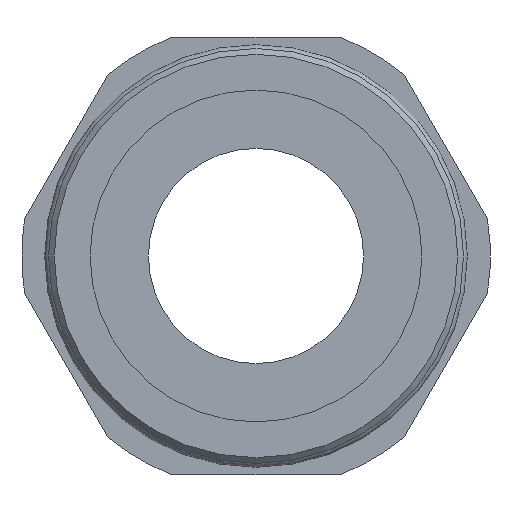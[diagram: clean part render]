
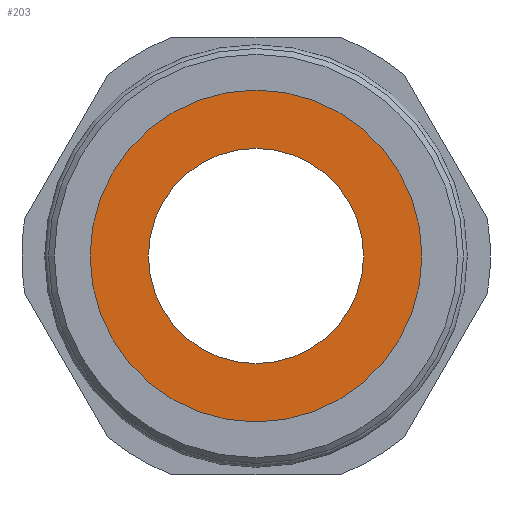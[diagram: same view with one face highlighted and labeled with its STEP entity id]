
A CAD part, left-side view. The second image highlights one B-rep face of the part: STEP entity #203.
In plain terms, the highlighted planar face has unit normal (-1, 0, 0).
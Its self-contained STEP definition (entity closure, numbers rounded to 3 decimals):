
#203 = ADVANCED_FACE( '', ( #451, #452 ), #453, .T. );
#451 = FACE_BOUND( '', #740, .T. );
#452 = FACE_OUTER_BOUND( '', #741, .T. );
#453 = PLANE( '', #742 );
#740 = EDGE_LOOP( '', ( #1263 ) );
#741 = EDGE_LOOP( '', ( #1264 ) );
#742 = AXIS2_PLACEMENT_3D( '', #1265, #1266, #1267 );
#1263 = ORIENTED_EDGE( '', *, *, #1789, .T. );
#1264 = ORIENTED_EDGE( '', *, *, #1813, .F. );
#1265 = CARTESIAN_POINT( '', ( 22.7, 21.6, 0. ) );
#1266 = DIRECTION( '', ( -1., 0., 0. ) );
#1267 = DIRECTION( '', ( 0., 0., 1. ) );
#1789 = EDGE_CURVE( '', #2181, #2181, #2182, .T. );
#1813 = EDGE_CURVE( '', #2213, #2213, #2214, .T. );
#2181 = VERTEX_POINT( '', #2716 );
#2182 = CIRCLE( '', #2717, 14. );
#2213 = VERTEX_POINT( '', #2764 );
#2214 = CIRCLE( '', #2765, 21.6 );
#2716 = CARTESIAN_POINT( '', ( 22.7, 0., -14. ) );
#2717 = AXIS2_PLACEMENT_3D( '', #3147, #3148, #3149 );
#2764 = CARTESIAN_POINT( '', ( 22.7, 0., -21.6 ) );
#2765 = AXIS2_PLACEMENT_3D( '', #3169, #3170, #3171 );
#3147 = CARTESIAN_POINT( '', ( 22.7, 0., 0. ) );
#3148 = DIRECTION( '', ( 1., 0., 0. ) );
#3149 = DIRECTION( '', ( 0., 0., -1. ) );
#3169 = CARTESIAN_POINT( '', ( 22.7, 0., 0. ) );
#3170 = DIRECTION( '', ( 1., 0., 0. ) );
#3171 = DIRECTION( '', ( 0., 0., -1. ) );
